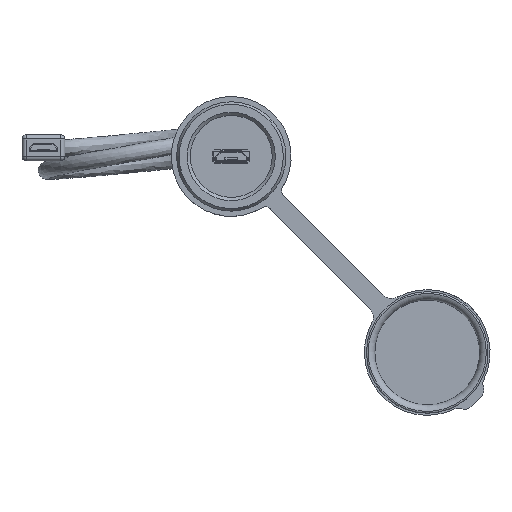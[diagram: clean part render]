
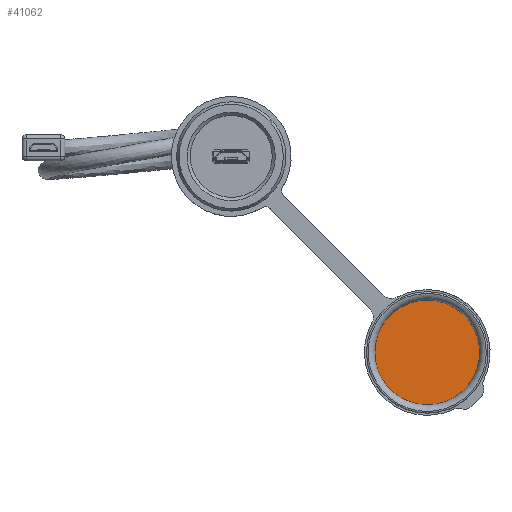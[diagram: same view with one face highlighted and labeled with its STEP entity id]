
A CAD part, top view. The second image highlights one B-rep face of the part: STEP entity #41062.
In plain terms, the highlighted face is planar.
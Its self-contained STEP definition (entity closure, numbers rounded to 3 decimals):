
#40920 = TOROIDAL_SURFACE('',#40921,12.5,0.5);
#40921 = AXIS2_PLACEMENT_3D('',#40922,#40923,#40924);
#40922 = CARTESIAN_POINT('',(0.,0.,-0.1));
#40923 = DIRECTION('',(0.,0.,-1.));
#40924 = DIRECTION('',(-1.,0.,0.));
#40987 = VERTEX_POINT('',#40988);
#40988 = CARTESIAN_POINT('',(12.5,0.,0.4));
#41010 = EDGE_CURVE('',#40987,#41011,#41013,.T.);
#41011 = VERTEX_POINT('',#41012);
#41012 = CARTESIAN_POINT('',(0.,12.5,0.4));
#41013 = SURFACE_CURVE('',#41014,(#41019,#41026),.PCURVE_S1.);
#41014 = CIRCLE('',#41015,12.5);
#41015 = AXIS2_PLACEMENT_3D('',#41016,#41017,#41018);
#41016 = CARTESIAN_POINT('',(0.,0.,0.4));
#41017 = DIRECTION('',(0.,0.,-1.));
#41018 = DIRECTION('',(1.,0.,0.));
#41019 = PCURVE('',#40920,#41020);
#41020 = DEFINITIONAL_REPRESENTATION('',(#41021),#41025);
#41021 = LINE('',#41022,#41023);
#41022 = CARTESIAN_POINT('',(-3.142,4.712));
#41023 = VECTOR('',#41024,1.);
#41024 = DIRECTION('',(1.,0.));
#41025 = ( GEOMETRIC_REPRESENTATION_CONTEXT(2) 
PARAMETRIC_REPRESENTATION_CONTEXT() REPRESENTATION_CONTEXT('2D SPACE',''
  ) );
#41026 = PCURVE('',#41027,#41032);
#41027 = PLANE('',#41028);
#41028 = AXIS2_PLACEMENT_3D('',#41029,#41030,#41031);
#41029 = CARTESIAN_POINT('',(0.,0.,0.4));
#41030 = DIRECTION('',(0.,0.,-1.));
#41031 = DIRECTION('',(-1.,0.,0.));
#41032 = DEFINITIONAL_REPRESENTATION('',(#41033),#41037);
#41033 = CIRCLE('',#41034,12.5);
#41034 = AXIS2_PLACEMENT_2D('',#41035,#41036);
#41035 = CARTESIAN_POINT('',(0.,0.));
#41036 = DIRECTION('',(-1.,0.));
#41037 = ( GEOMETRIC_REPRESENTATION_CONTEXT(2) 
PARAMETRIC_REPRESENTATION_CONTEXT() REPRESENTATION_CONTEXT('2D SPACE',''
  ) );
#41039 = EDGE_CURVE('',#41011,#40987,#41040,.T.);
#41040 = SURFACE_CURVE('',#41041,(#41046,#41053),.PCURVE_S1.);
#41041 = CIRCLE('',#41042,12.5);
#41042 = AXIS2_PLACEMENT_3D('',#41043,#41044,#41045);
#41043 = CARTESIAN_POINT('',(0.,0.,0.4));
#41044 = DIRECTION('',(0.,0.,-1.));
#41045 = DIRECTION('',(1.,0.,0.));
#41046 = PCURVE('',#40920,#41047);
#41047 = DEFINITIONAL_REPRESENTATION('',(#41048),#41052);
#41048 = LINE('',#41049,#41050);
#41049 = CARTESIAN_POINT('',(-3.142,4.712));
#41050 = VECTOR('',#41051,1.);
#41051 = DIRECTION('',(1.,0.));
#41052 = ( GEOMETRIC_REPRESENTATION_CONTEXT(2) 
PARAMETRIC_REPRESENTATION_CONTEXT() REPRESENTATION_CONTEXT('2D SPACE',''
  ) );
#41053 = PCURVE('',#41027,#41054);
#41054 = DEFINITIONAL_REPRESENTATION('',(#41055),#41059);
#41055 = CIRCLE('',#41056,12.5);
#41056 = AXIS2_PLACEMENT_2D('',#41057,#41058);
#41057 = CARTESIAN_POINT('',(0.,0.));
#41058 = DIRECTION('',(-1.,0.));
#41059 = ( GEOMETRIC_REPRESENTATION_CONTEXT(2) 
PARAMETRIC_REPRESENTATION_CONTEXT() REPRESENTATION_CONTEXT('2D SPACE',''
  ) );
#41062 = ADVANCED_FACE('',(#41063),#41027,.T.);
#41063 = FACE_BOUND('',#41064,.T.);
#41064 = EDGE_LOOP('',(#41065,#41066));
#41065 = ORIENTED_EDGE('',*,*,#41039,.T.);
#41066 = ORIENTED_EDGE('',*,*,#41010,.T.);
